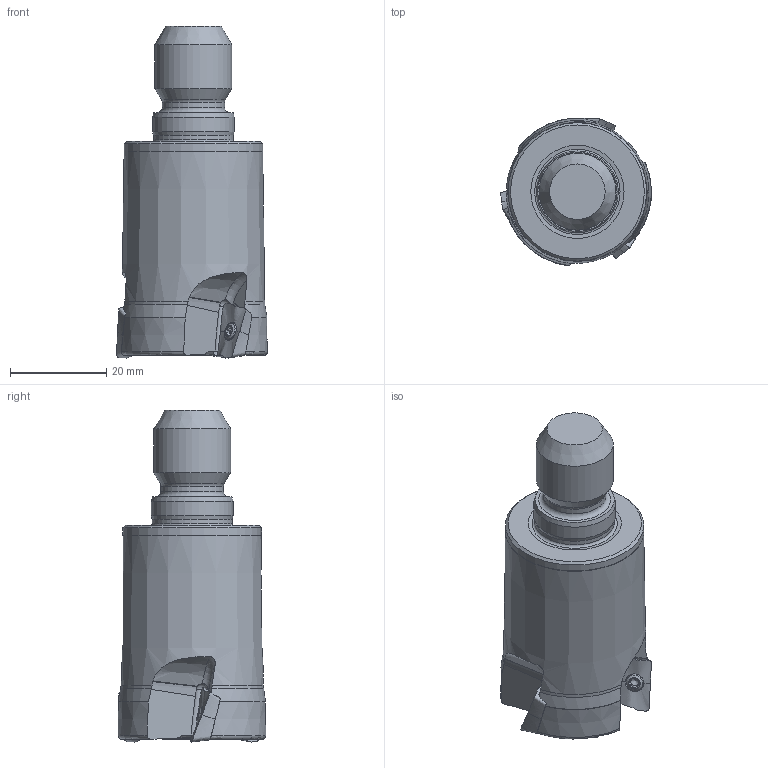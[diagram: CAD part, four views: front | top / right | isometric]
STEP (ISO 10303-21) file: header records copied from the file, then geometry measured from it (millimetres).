
FILE_DESCRIPTION(/* description */ (''),/* implementation_level */ '2;1');
FILE_NAME(/* name */ 'toolassembly_1.stp',/* time_stamp */ '2019-06-27T11:02:02+02:00',/* author */ (''),/* organization */ ('SMS'),/* preprocessor_version */ 'ST-DEVELOPER v16.7',/* originating_system */ 'SIEMENS PLM Software NX 12.0',/* authorisation */ '');
FILE_SCHEMA (('AUTOMOTIVE_DESIGN { 1 0 10303 214 3 1 1 1 }'));
Length unit declared in the file: millimetre
Products named in the file (4): CUT_20190627110113; ASSEMBLY_CONSTRUCTION; NOCUT_20190627110041; TOOLASSEMBLY_1
Assembly tree (5 placements, depth 2):
  TOOLASSEMBLY_1
    NOCUT_20190627110041
    ASSEMBLY_CONSTRUCTION
    CUT_20190627110113  x3
Bounding box: 31.34 x 30.64 x 69 mm (x, y, z)
Volume: 32501.3 mm3; surface area: 7604.8 mm2
Topology: 4 solids, 4 shells, 286 faces, 747 edges, 484 vertices
Faces by surface type: plane 113, cone 54, torus 36, extrusion 36, cylinder 29, bspline 12, sphere 6
Full cylindrical faces by diameter (mm): 2.5 x3, 2.8 x3, 3.45 x3, 13 x1, 16 x1, 16.6 x1, 17 x1, 28.8 x1
Entity records: 14266 total; most frequent: CARTESIAN_POINT 8041, ORIENTED_EDGE 1248, DIRECTION 1234, EDGE_CURVE 624, AXIS2_PLACEMENT_3D 515, VERTEX_POINT 421, EDGE_LOOP 308, ADVANCED_FACE 258
